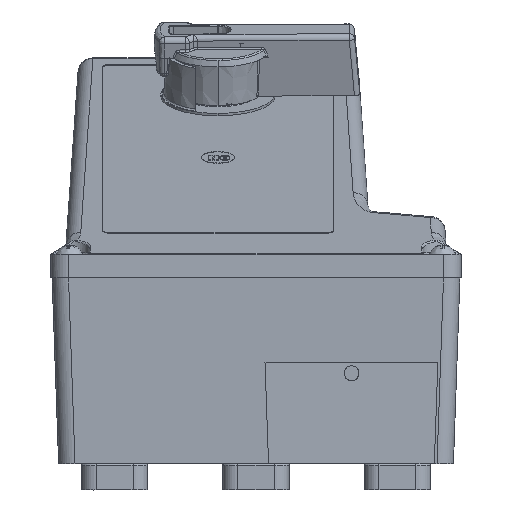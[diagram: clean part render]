
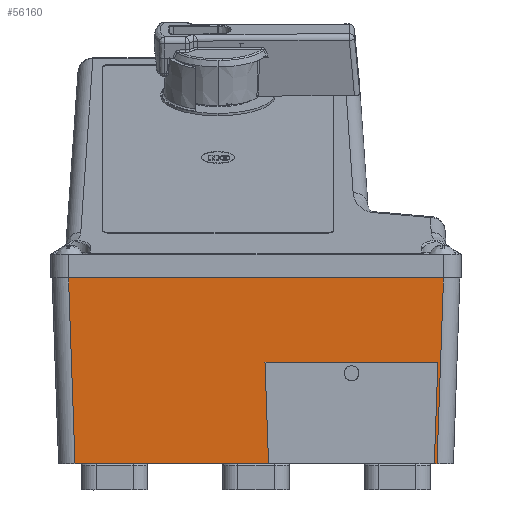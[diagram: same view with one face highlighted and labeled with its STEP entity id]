
A CAD part, left-side view. The second image highlights one B-rep face of the part: STEP entity #56160.
In plain terms, the highlighted planar face has unit normal (-0.999, 0, -0.035).
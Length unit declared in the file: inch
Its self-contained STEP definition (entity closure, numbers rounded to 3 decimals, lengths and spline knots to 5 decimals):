
#72 = EDGE_CURVE ( 'NONE', #40623, #47401, #29598, .T. ) ;
#98 = FACE_OUTER_BOUND ( 'NONE', #37027, .T. ) ;
#1508 = ORIENTED_EDGE ( 'NONE', *, *, #72, .F. ) ;
#3719 = EDGE_CURVE ( 'NONE', #47401, #58991, #77362, .T. ) ;
#3878 = EDGE_CURVE ( 'NONE', #11452, #13468, #71764, .T. ) ;
#5113 = VECTOR ( 'NONE', #45848, 39.37008 ) ;
#5960 = VECTOR ( 'NONE', #60550, 39.37008 ) ;
#7782 = VECTOR ( 'NONE', #30021, 39.37008 ) ;
#8803 = VERTEX_POINT ( 'NONE', #14299 ) ;
#9606 = CARTESIAN_POINT ( 'NONE',  ( -5.16194, -3.11114, -0.59751 ) ) ;
#10626 = ORIENTED_EDGE ( 'NONE', *, *, #77530, .T. ) ;
#10940 = VECTOR ( 'NONE', #26656, 39.37008 ) ;
#11452 = VERTEX_POINT ( 'NONE', #52462 ) ;
#11661 = VECTOR ( 'NONE', #22886, 39.37008 ) ;
#13200 = ORIENTED_EDGE ( 'NONE', *, *, #3878, .T. ) ;
#13468 = VERTEX_POINT ( 'NONE', #18407 ) ;
#14299 = CARTESIAN_POINT ( 'NONE',  ( -5.06098, -2.96508, -3.48859 ) ) ;
#15623 = CARTESIAN_POINT ( 'NONE',  ( -5.06098, -3.01018, -3.48859 ) ) ;
#18407 = CARTESIAN_POINT ( 'NONE',  ( -5.16993, 3.17702, -0.36859 ) ) ;
#20710 = VERTEX_POINT ( 'NONE', #45493 ) ;
#22886 = DIRECTION ( 'NONE',  ( 0., 1., 0. ) ) ;
#23771 = EDGE_CURVE ( 'NONE', #58991, #82647, #75888, .T. ) ;
#25558 = ORIENTED_EDGE ( 'NONE', *, *, #73480, .F. ) ;
#26381 = CARTESIAN_POINT ( 'NONE',  ( -5.16993, 3.45244, -0.36859 ) ) ;
#26656 = DIRECTION ( 'NONE',  ( 0., 1., 0. ) ) ;
#27143 = DIRECTION ( 'NONE',  ( 0.035, -0.035, -0.999 ) ) ;
#27194 = ORIENTED_EDGE ( 'NONE', *, *, #23771, .F. ) ;
#27247 = VERTEX_POINT ( 'NONE', #15623 ) ;
#28278 = CARTESIAN_POINT ( 'NONE',  ( -5.06098, 3.06807, -3.48859 ) ) ;
#28630 = DIRECTION ( 'NONE',  ( -0.035, -0.035, 0.999 ) ) ;
#29598 = LINE ( 'NONE', #74847, #47130 ) ;
#30021 = DIRECTION ( 'NONE',  ( 0., 1., 0. ) ) ;
#30130 = VECTOR ( 'NONE', #27143, 39.37008 ) ;
#30662 = CARTESIAN_POINT ( 'NONE',  ( -5.06098, 3.45244, -3.48859 ) ) ;
#31624 = PLANE ( 'NONE',  #49992 ) ;
#31964 = ORIENTED_EDGE ( 'NONE', *, *, #67589, .F. ) ;
#32565 = CARTESIAN_POINT ( 'NONE',  ( -5.16993, 3.45244, -0.36859 ) ) ;
#32944 = CARTESIAN_POINT ( 'NONE',  ( -5.05588, -2.95999, -3.63445 ) ) ;
#36238 = VECTOR ( 'NONE', #70917, 39.37008 ) ;
#36498 = CARTESIAN_POINT ( 'NONE',  ( -5.12037, -3.02559, -1.78769 ) ) ;
#37027 = EDGE_LOOP ( 'NONE', ( #25558, #31964, #48817, #13200, #10626, #27194, #63669, #1508, #38940 ) ) ;
#37657 = DIRECTION ( 'NONE',  ( -0.035, 0., 0.999 ) ) ;
#38342 = LINE ( 'NONE', #64221, #10940 ) ;
#38940 = ORIENTED_EDGE ( 'NONE', *, *, #65024, .F. ) ;
#40623 = VERTEX_POINT ( 'NONE', #64619 ) ;
#44127 = DIRECTION ( 'NONE',  ( -0.999, 0., -0.035 ) ) ;
#45006 = LINE ( 'NONE', #32944, #5113 ) ;
#45493 = CARTESIAN_POINT ( 'NONE',  ( -5.12037, -3.02449, -1.78769 ) ) ;
#45848 = DIRECTION ( 'NONE',  ( -0.035, -0.035, 0.999 ) ) ;
#47130 = VECTOR ( 'NONE', #55917, 39.37008 ) ;
#47401 = VERTEX_POINT ( 'NONE', #56905 ) ;
#48817 = ORIENTED_EDGE ( 'NONE', *, *, #49679, .T. ) ;
#49679 = EDGE_CURVE ( 'NONE', #27247, #11452, #55357, .T. ) ;
#49992 = AXIS2_PLACEMENT_3D ( 'NONE', #26381, #44127, #37657 ) ;
#52181 = CARTESIAN_POINT ( 'NONE',  ( -5.17027, 3.17735, -0.35899 ) ) ;
#52462 = CARTESIAN_POINT ( 'NONE',  ( -5.16993, -3.11914, -0.36859 ) ) ;
#55357 = LINE ( 'NONE', #9606, #74403 ) ;
#55917 = DIRECTION ( 'NONE',  ( 0.035, -0.035, -0.999 ) ) ;
#56160 = ADVANCED_FACE ( 'NONE', ( #98 ), #31624, .T. ) ;
#56905 = CARTESIAN_POINT ( 'NONE',  ( -5.06098, -0.18135, -3.48859 ) ) ;
#57430 = CARTESIAN_POINT ( 'NONE',  ( -5.06098, 0.55894, -3.48859 ) ) ;
#58991 = VERTEX_POINT ( 'NONE', #57430 ) ;
#60550 = DIRECTION ( 'NONE',  ( 0., 1., 0. ) ) ;
#63669 = ORIENTED_EDGE ( 'NONE', *, *, #3719, .F. ) ;
#64221 = CARTESIAN_POINT ( 'NONE',  ( -5.06098, 3.45244, -3.48859 ) ) ;
#64619 = CARTESIAN_POINT ( 'NONE',  ( -5.12037, -0.12196, -1.78769 ) ) ;
#65024 = EDGE_CURVE ( 'NONE', #20710, #40623, #76117, .T. ) ;
#67589 = EDGE_CURVE ( 'NONE', #27247, #8803, #38342, .T. ) ;
#70499 = CARTESIAN_POINT ( 'NONE',  ( -5.06098, 3.45244, -3.48859 ) ) ;
#70917 = DIRECTION ( 'NONE',  ( 0., 1., 0. ) ) ;
#71764 = LINE ( 'NONE', #32565, #5960 ) ;
#73480 = EDGE_CURVE ( 'NONE', #8803, #20710, #45006, .T. ) ;
#74403 = VECTOR ( 'NONE', #28630, 39.37008 ) ;
#74847 = CARTESIAN_POINT ( 'NONE',  ( -5.15606, -0.08627, -0.76584 ) ) ;
#75888 = LINE ( 'NONE', #30662, #11661 ) ;
#76117 = LINE ( 'NONE', #36498, #7782 ) ;
#77362 = LINE ( 'NONE', #70499, #36238 ) ;
#77530 = EDGE_CURVE ( 'NONE', #13468, #82647, #78891, .T. ) ;
#78891 = LINE ( 'NONE', #52181, #30130 ) ;
#82647 = VERTEX_POINT ( 'NONE', #28278 ) ;
